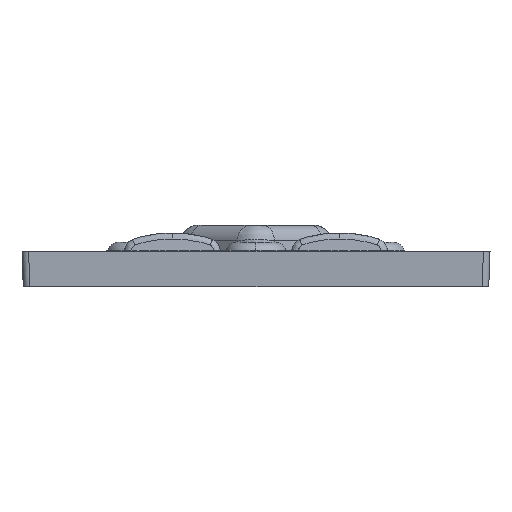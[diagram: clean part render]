
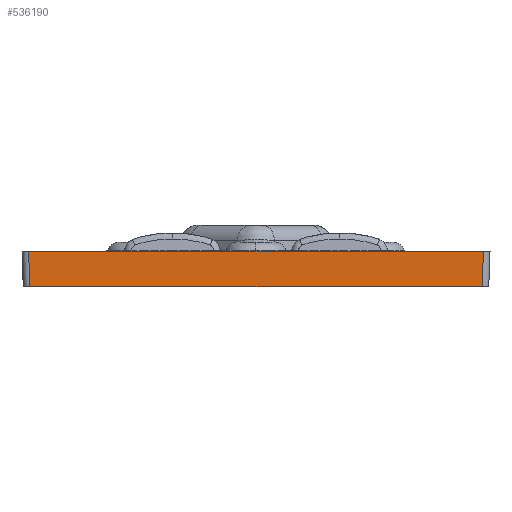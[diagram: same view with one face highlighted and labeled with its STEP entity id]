
A CAD part, left-side view. The second image highlights one B-rep face of the part: STEP entity #536190.
In plain terms, the highlighted planar face has unit normal (-0.999, 0, -0.035).
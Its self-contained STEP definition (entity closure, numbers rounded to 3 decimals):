
#9393 = CARTESIAN_POINT ( 'NONE',  ( -86.7, -34.551, 3.8 ) ) ;
#9645 = ORIENTED_EDGE ( 'NONE', *, *, #563857, .T. ) ;
#33657 = EDGE_CURVE ( 'NONE', #208907, #344210, #551693, .T. ) ;
#63496 = DIRECTION ( 'NONE',  ( -0.035, 0., 0.999 ) ) ;
#95720 = VERTEX_POINT ( 'NONE', #427588 ) ;
#104835 = VERTEX_POINT ( 'NONE', #344204 ) ;
#108135 = CARTESIAN_POINT ( 'NONE',  ( -86.7, 35.55, 3.8 ) ) ;
#109717 = CARTESIAN_POINT ( 'NONE',  ( -86.511, 35.55, -1.6 ) ) ;
#121985 = CARTESIAN_POINT ( 'NONE',  ( -86.7, 35.55, 3.8 ) ) ;
#160551 = DIRECTION ( 'NONE',  ( 0., 1., 0. ) ) ;
#173911 = ORIENTED_EDGE ( 'NONE', *, *, #314861, .F. ) ;
#180555 = LINE ( 'NONE', #384059, #397320 ) ;
#208907 = VERTEX_POINT ( 'NONE', #322301 ) ;
#244902 = LINE ( 'NONE', #588563, #622547 ) ;
#251210 = DIRECTION ( 'NONE',  ( 0.035, -0.035, -0.999 ) ) ;
#266903 = ORIENTED_EDGE ( 'NONE', *, *, #598658, .T. ) ;
#270270 = EDGE_LOOP ( 'NONE', ( #532901, #266903, #173911, #9645 ) ) ;
#299059 = PLANE ( 'NONE',  #363786 ) ;
#314861 = EDGE_CURVE ( 'NONE', #95720, #104835, #555089, .T. ) ;
#322301 = CARTESIAN_POINT ( 'NONE',  ( -86.7, 34.551, 3.8 ) ) ;
#344204 = CARTESIAN_POINT ( 'NONE',  ( -86.511, 34.362, -1.6 ) ) ;
#344210 = VERTEX_POINT ( 'NONE', #9393 ) ;
#363786 = AXIS2_PLACEMENT_3D ( 'NONE', #108135, #493188, #63496 ) ;
#384059 = CARTESIAN_POINT ( 'NONE',  ( -86.615, -34.465, 1.358 ) ) ;
#397320 = VECTOR ( 'NONE', #425555, 1000. ) ;
#400831 = FACE_OUTER_BOUND ( 'NONE', #270270, .T. ) ;
#425555 = DIRECTION ( 'NONE',  ( -0.035, -0.035, 0.999 ) ) ;
#427588 = CARTESIAN_POINT ( 'NONE',  ( -86.511, -34.362, -1.6 ) ) ;
#456176 = DIRECTION ( 'NONE',  ( 0., -1., 0. ) ) ;
#493188 = DIRECTION ( 'NONE',  ( -0.999, 0., -0.035 ) ) ;
#502631 = VECTOR ( 'NONE', #456176, 1000. ) ;
#522870 = VECTOR ( 'NONE', #160551, 1000. ) ;
#532901 = ORIENTED_EDGE ( 'NONE', *, *, #33657, .F. ) ;
#536190 = ADVANCED_FACE ( 'NONE', ( #400831 ), #299059, .T. ) ;
#551693 = LINE ( 'NONE', #121985, #502631 ) ;
#555089 = LINE ( 'NONE', #109717, #522870 ) ;
#563857 = EDGE_CURVE ( 'NONE', #95720, #344210, #180555, .T. ) ;
#588563 = CARTESIAN_POINT ( 'NONE',  ( -86.701, 34.552, 3.835 ) ) ;
#598658 = EDGE_CURVE ( 'NONE', #208907, #104835, #244902, .T. ) ;
#622547 = VECTOR ( 'NONE', #251210, 1000. ) ;
